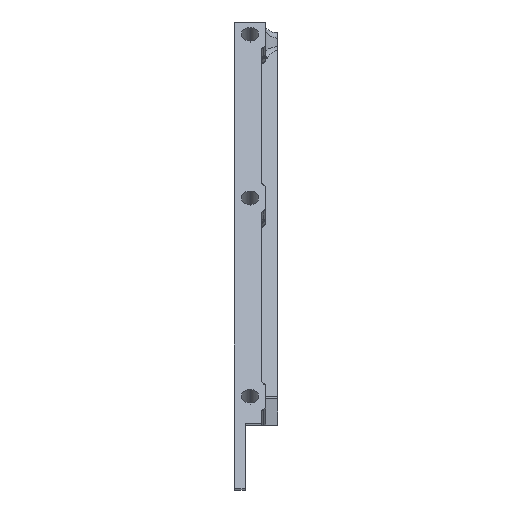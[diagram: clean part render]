
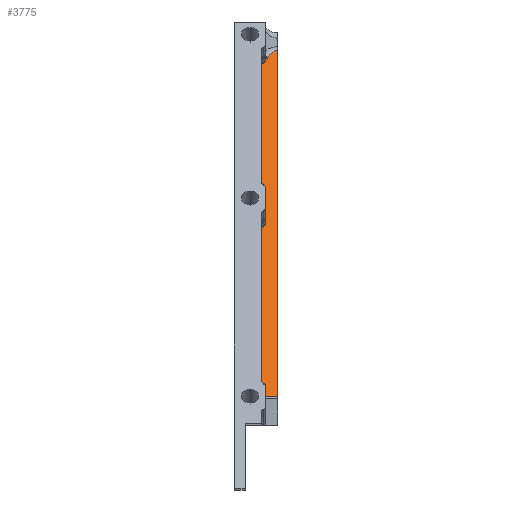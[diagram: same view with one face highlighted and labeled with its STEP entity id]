
A CAD part, front view. The second image highlights one B-rep face of the part: STEP entity #3775.
In plain terms, the highlighted planar face has unit normal (0, -0.707, 0.707).
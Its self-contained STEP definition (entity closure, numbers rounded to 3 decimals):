
#148 = EDGE_CURVE ( 'NONE', #4255, #604, #1964, .T. ) ;
#180 = CARTESIAN_POINT ( 'NONE',  ( 1.6, 41.627, -215.627 ) ) ;
#299 = AXIS2_PLACEMENT_3D ( 'NONE', #4128, #3004, #673 ) ;
#304 = EDGE_CURVE ( 'NONE', #4255, #2814, #1739, .T. ) ;
#333 = ORIENTED_EDGE ( 'NONE', *, *, #304, .F. ) ;
#604 = VERTEX_POINT ( 'NONE', #2298 ) ;
#659 = CARTESIAN_POINT ( 'NONE',  ( 5., 153.546, -103.707 ) ) ;
#673 = DIRECTION ( 'NONE',  ( 0., -0.707, -0.707 ) ) ;
#880 = CARTESIAN_POINT ( 'NONE',  ( 1.6, 153.546, -103.707 ) ) ;
#1114 = CARTESIAN_POINT ( 'NONE',  ( 6.157, 153.546, -103.707 ) ) ;
#1129 = CARTESIAN_POINT ( 'NONE',  ( 6.157, 153.546, -103.707 ) ) ;
#1282 = DIRECTION ( 'NONE',  ( 0., 0.707, 0.707 ) ) ;
#1349 = CARTESIAN_POINT ( 'NONE',  ( 1.6, 90.546, -166.707 ) ) ;
#1412 = CARTESIAN_POINT ( 'NONE',  ( 7.15, 154.861, -102.392 ) ) ;
#1477 = LINE ( 'NONE', #659, #2892 ) ;
#1566 = EDGE_CURVE ( 'NONE', #3476, #3196, #2926, .T. ) ;
#1578 = CARTESIAN_POINT ( 'NONE',  ( 8., 41.627, -215.627 ) ) ;
#1596 = EDGE_CURVE ( 'NONE', #604, #3196, #2801, .T. ) ;
#1739 = LINE ( 'NONE', #2430, #4386 ) ;
#1766 = EDGE_LOOP ( 'NONE', ( #333, #2546, #1933, #2322, #2610, #2041 ) ) ;
#1933 = ORIENTED_EDGE ( 'NONE', *, *, #1596, .T. ) ;
#1964 = LINE ( 'NONE', #4346, #3152 ) ;
#2041 = ORIENTED_EDGE ( 'NONE', *, *, #2576, .F. ) ;
#2184 = PLANE ( 'NONE',  #299 ) ;
#2298 = CARTESIAN_POINT ( 'NONE',  ( 8., 90.546, -166.707 ) ) ;
#2322 = ORIENTED_EDGE ( 'NONE', *, *, #1566, .F. ) ;
#2398 = DIRECTION ( 'NONE',  ( 0., 0.707, 0.707 ) ) ;
#2430 = CARTESIAN_POINT ( 'NONE',  ( 5., 90.546, -166.707 ) ) ;
#2546 = ORIENTED_EDGE ( 'NONE', *, *, #148, .T. ) ;
#2576 = EDGE_CURVE ( 'NONE', #2814, #4421, #4874, .T. ) ;
#2610 = ORIENTED_EDGE ( 'NONE', *, *, #2928, .F. ) ;
#2801 = LINE ( 'NONE', #1578, #3455 ) ;
#2814 = VERTEX_POINT ( 'NONE', #1349 ) ;
#2892 = VECTOR ( 'NONE', #4601, 1000. ) ;
#2926 =( BOUNDED_CURVE ( )  B_SPLINE_CURVE ( 3, ( #1129, #4927, #1412, #4154 ),
 .UNSPECIFIED., .F., .T. ) 
 B_SPLINE_CURVE_WITH_KNOTS ( ( 4, 4 ),
 ( 5.088, 6.172 ),
 .UNSPECIFIED. ) 
 CURVE ( )  GEOMETRIC_REPRESENTATION_ITEM ( )  RATIONAL_B_SPLINE_CURVE ( ( 1., 0.905, 0.905, 1. ) ) 
 REPRESENTATION_ITEM ( '' )  );
#2928 = EDGE_CURVE ( 'NONE', #4421, #3476, #1477, .T. ) ;
#3004 = DIRECTION ( 'NONE',  ( 0., 0.707, -0.707 ) ) ;
#3152 = VECTOR ( 'NONE', #3965, 1000. ) ;
#3196 = VERTEX_POINT ( 'NONE', #4650 ) ;
#3455 = VECTOR ( 'NONE', #2398, 1000. ) ;
#3476 = VERTEX_POINT ( 'NONE', #1114 ) ;
#3775 = ADVANCED_FACE ( 'NONE', ( #4588 ), #2184, .F. ) ;
#3794 = VECTOR ( 'NONE', #1282, 1000. ) ;
#3965 = DIRECTION ( 'NONE',  ( 1., 0., 0. ) ) ;
#4095 = DIRECTION ( 'NONE',  ( -1., 0., 0. ) ) ;
#4128 = CARTESIAN_POINT ( 'NONE',  ( 5., 41.627, -215.627 ) ) ;
#4154 = CARTESIAN_POINT ( 'NONE',  ( 8., 154.956, -102.297 ) ) ;
#4255 = VERTEX_POINT ( 'NONE', #5056 ) ;
#4346 = CARTESIAN_POINT ( 'NONE',  ( 5., 90.546, -166.707 ) ) ;
#4386 = VECTOR ( 'NONE', #4095, 1000. ) ;
#4421 = VERTEX_POINT ( 'NONE', #880 ) ;
#4588 = FACE_OUTER_BOUND ( 'NONE', #1766, .T. ) ;
#4601 = DIRECTION ( 'NONE',  ( 1., 0., 0. ) ) ;
#4650 = CARTESIAN_POINT ( 'NONE',  ( 8., 154.956, -102.297 ) ) ;
#4874 = LINE ( 'NONE', #180, #3794 ) ;
#4927 = CARTESIAN_POINT ( 'NONE',  ( 6.471, 154.342, -102.912 ) ) ;
#5056 = CARTESIAN_POINT ( 'NONE',  ( 5., 90.546, -166.707 ) ) ;
